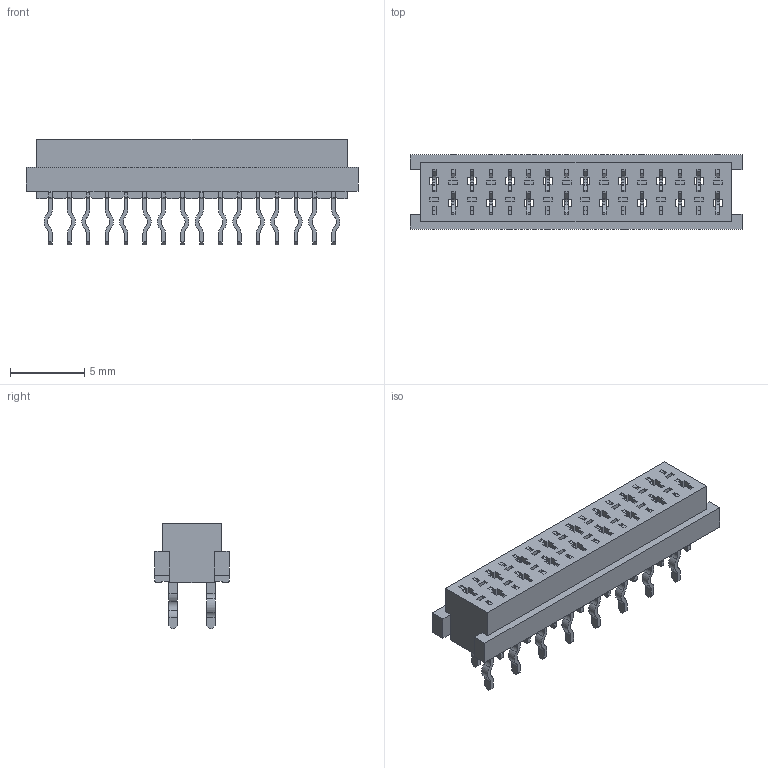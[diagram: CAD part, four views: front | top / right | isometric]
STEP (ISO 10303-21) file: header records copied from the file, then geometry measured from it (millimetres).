
FILE_DESCRIPTION( ( 'Unknown' ), '1' );
FILE_NAME( '690367181672.stp', 'Unknown', ( 'Unknown' ), ( 'Unknown' ), 'PSStep 14.0', 'Unknown', ' ' );
FILE_SCHEMA( ( 'AUTOMOTIVE_DESIGN { 1 0 10303 214 1 1 1 1 }' ) );
Length unit declared in the file: millimetre
Products named in the file (3): Assem1; Pin; 690367181672
Assembly tree (17 placements, depth 2):
  Assem1
    Pin  x16
    690367181672
Bounding box: 22.32 x 5 x 7.1 mm (x, y, z)
Volume: 349.8 mm3; surface area: 1197.6 mm2
Topology: 17 solids, 17 shells, 1286 faces, 3736 edges, 2468 vertices
Faces by surface type: plane 934, cylinder 352
Entity records: 20760 total; most frequent: CARTESIAN_POINT 2978, ORIENTED_EDGE 2972, DIRECTION 2578, EDGE_CURVE 1486, LINE 1442, VECTOR 1442, VERTEX_POINT 968, AXIS2_PLACEMENT_3D 568
